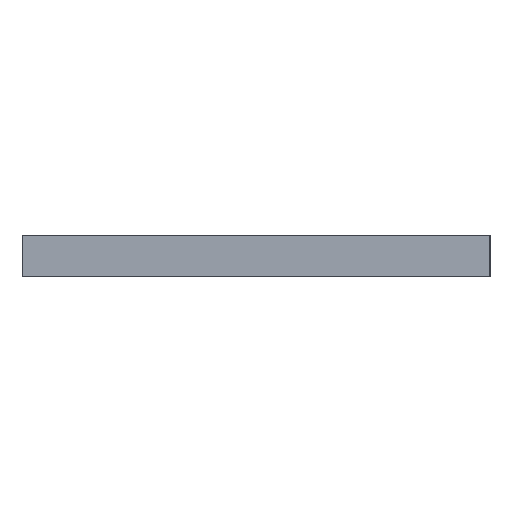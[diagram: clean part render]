
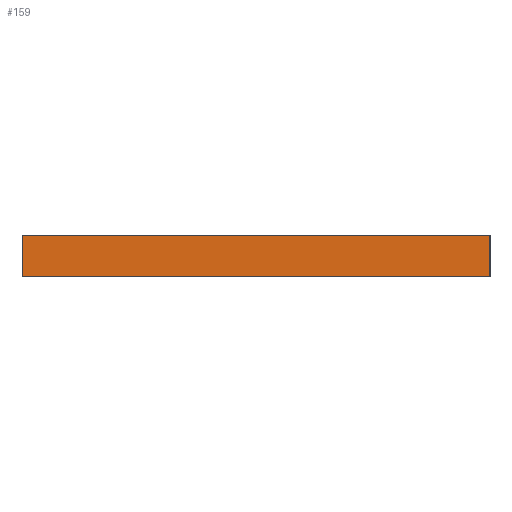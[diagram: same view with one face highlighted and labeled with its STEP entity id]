
A CAD part, left-side view. The second image highlights one B-rep face of the part: STEP entity #159.
In plain terms, the highlighted planar face has unit normal (-1, 0, 0).
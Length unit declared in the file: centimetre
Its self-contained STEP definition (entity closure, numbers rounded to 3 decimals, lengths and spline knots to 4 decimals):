
#17 = CARTESIAN_POINT ( 'NONE',  ( 0., 0., 0. ) ) ;
#62 = DIRECTION ( 'NONE',  ( 0., 0., -1. ) ) ;
#63 = DIRECTION ( 'NONE',  ( 0., -1., 0. ) ) ;
#102 = CARTESIAN_POINT ( 'NONE',  ( 0., 4.5, 0.4 ) ) ;
#104 = EDGE_CURVE ( 'NONE', #1266, #810, #760, .T. ) ;
#132 = LINE ( 'NONE', #17, #1478 ) ;
#155 = AXIS2_PLACEMENT_3D ( 'NONE', #1587, #768, #62 ) ;
#159 = ADVANCED_FACE ( 'NONE', ( #228 ), #347, .F. ) ;
#193 = VECTOR ( 'NONE', #1014, 100. ) ;
#228 = FACE_OUTER_BOUND ( 'NONE', #1133, .T. ) ;
#253 = VERTEX_POINT ( 'NONE', #1638 ) ;
#347 = PLANE ( 'NONE',  #155 ) ;
#404 = CARTESIAN_POINT ( 'NONE',  ( 0., 4.5, 0. ) ) ;
#424 = ORIENTED_EDGE ( 'NONE', *, *, #1067, .T. ) ;
#479 = EDGE_CURVE ( 'NONE', #1552, #810, #132, .T. ) ;
#678 = DIRECTION ( 'NONE',  ( 0., -1., 0. ) ) ;
#699 = VECTOR ( 'NONE', #1159, 100. ) ;
#745 = LINE ( 'NONE', #1298, #847 ) ;
#760 = LINE ( 'NONE', #882, #193 ) ;
#768 = DIRECTION ( 'NONE',  ( 1., 0., 0. ) ) ;
#773 = ORIENTED_EDGE ( 'NONE', *, *, #479, .T. ) ;
#776 = ORIENTED_EDGE ( 'NONE', *, *, #1525, .F. ) ;
#810 = VERTEX_POINT ( 'NONE', #976 ) ;
#847 = VECTOR ( 'NONE', #63, 100. ) ;
#882 = CARTESIAN_POINT ( 'NONE',  ( 0., 0., 0.4 ) ) ;
#976 = CARTESIAN_POINT ( 'NONE',  ( 0., 0., 0. ) ) ;
#1014 = DIRECTION ( 'NONE',  ( 0., 0., -1. ) ) ;
#1067 = EDGE_CURVE ( 'NONE', #253, #1552, #1470, .T. ) ;
#1133 = EDGE_LOOP ( 'NONE', ( #773, #1372, #776, #424 ) ) ;
#1159 = DIRECTION ( 'NONE',  ( 0., 0., -1. ) ) ;
#1254 = CARTESIAN_POINT ( 'NONE',  ( 0., 0., 0.4 ) ) ;
#1266 = VERTEX_POINT ( 'NONE', #1254 ) ;
#1298 = CARTESIAN_POINT ( 'NONE',  ( 0., 0., 0.4 ) ) ;
#1372 = ORIENTED_EDGE ( 'NONE', *, *, #104, .F. ) ;
#1470 = LINE ( 'NONE', #102, #699 ) ;
#1478 = VECTOR ( 'NONE', #678, 100. ) ;
#1525 = EDGE_CURVE ( 'NONE', #253, #1266, #745, .T. ) ;
#1552 = VERTEX_POINT ( 'NONE', #404 ) ;
#1587 = CARTESIAN_POINT ( 'NONE',  ( 0., 0., 0.4 ) ) ;
#1638 = CARTESIAN_POINT ( 'NONE',  ( 0., 4.5, 0.4 ) ) ;
